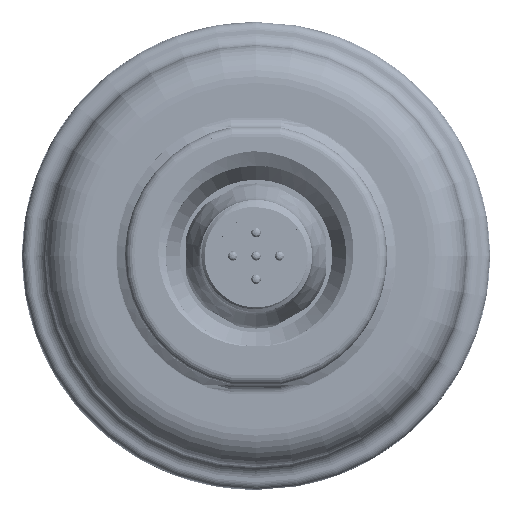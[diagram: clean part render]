
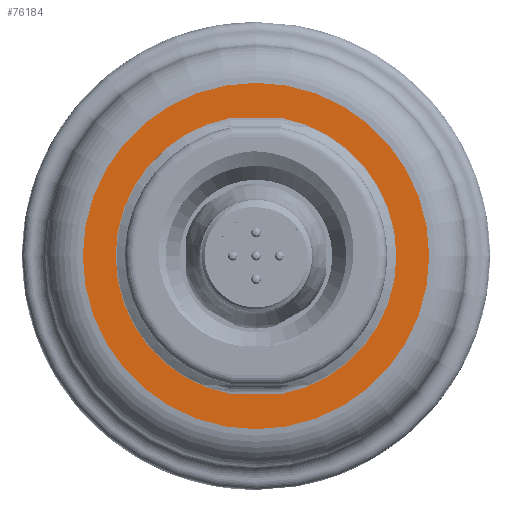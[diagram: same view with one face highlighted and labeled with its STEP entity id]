
A CAD part, front view. The second image highlights one B-rep face of the part: STEP entity #76184.
In plain terms, the highlighted planar face has unit normal (0, -1, 0).
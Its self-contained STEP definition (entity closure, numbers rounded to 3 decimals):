
#51957=CARTESIAN_POINT('',(0.,-3.,0.));
#51958=DIRECTION('',(0.,-1.,0.));
#51959=DIRECTION('',(-0.182,0.,0.983));
#51960=AXIS2_PLACEMENT_3D('',#51957,#51958,#51959);
#51962=DIRECTION('',(1.,0.,0.));
#51963=VECTOR('',#51962,5.454);
#51964=CARTESIAN_POINT('',(-2.727,-3.,-14.75));
#51965=LINE('',#51964,#51963);
#51966=CARTESIAN_POINT('',(0.,-3.,0.));
#51967=DIRECTION('',(0.,-1.,0.));
#51968=DIRECTION('',(0.182,0.,-0.983));
#51969=AXIS2_PLACEMENT_3D('',#51966,#51967,#51968);
#51971=DIRECTION('',(-1.,0.,0.));
#51972=VECTOR('',#51971,5.454);
#51973=CARTESIAN_POINT('',(2.727,-3.,14.75));
#51974=LINE('',#51973,#51972);
#51975=CARTESIAN_POINT('',(0.,-3.,0.));
#51976=DIRECTION('',(0.,-1.,0.));
#51977=DIRECTION('',(0.,0.,-1.));
#51978=AXIS2_PLACEMENT_3D('',#51975,#51976,#51977);
#51980=CARTESIAN_POINT('',(0.,-3.,0.));
#51981=DIRECTION('',(0.,-1.,0.));
#51982=DIRECTION('',(0.,0.,1.));
#51983=AXIS2_PLACEMENT_3D('',#51980,#51981,#51982);
#55157=CARTESIAN_POINT('',(-2.727,-3.,14.75));
#55158=CARTESIAN_POINT('',(-2.727,-3.,-14.75));
#55159=VERTEX_POINT('',#55157);
#55160=VERTEX_POINT('',#55158);
#55165=CARTESIAN_POINT('',(2.727,-3.,-14.75));
#55166=CARTESIAN_POINT('',(2.727,-3.,14.75));
#55167=VERTEX_POINT('',#55165);
#55168=VERTEX_POINT('',#55166);
#55525=CARTESIAN_POINT('',(0.,-3.,-18.5));
#55526=CARTESIAN_POINT('',(0.,-3.,18.5));
#55527=VERTEX_POINT('',#55525);
#55528=VERTEX_POINT('',#55526);
#76165=CARTESIAN_POINT('',(0.,-3.,0.));
#76166=DIRECTION('',(0.,-1.,0.));
#76167=DIRECTION('',(0.,0.,1.));
#76168=AXIS2_PLACEMENT_3D('',#76165,#76166,#76167);
#76169=PLANE('',#76168);
#76171=ORIENTED_EDGE('',*,*,#76170,.F.);
#76173=ORIENTED_EDGE('',*,*,#76172,.F.);
#76174=EDGE_LOOP('',(#76171,#76173));
#76175=FACE_OUTER_BOUND('',#76174,.F.);
#76177=ORIENTED_EDGE('',*,*,#76176,.T.);
#76178=ORIENTED_EDGE('',*,*,#76143,.T.);
#76179=ORIENTED_EDGE('',*,*,#76156,.T.);
#76181=ORIENTED_EDGE('',*,*,#76180,.T.);
#76182=EDGE_LOOP('',(#76177,#76178,#76179,#76181));
#76183=FACE_BOUND('',#76182,.F.);
#51961=CIRCLE('',#51960,15.);
#51970=CIRCLE('',#51969,15.);
#51979=CIRCLE('',#51978,18.5);
#51984=CIRCLE('',#51983,18.5);
#76143=EDGE_CURVE('',#55160,#55167,#51965,.T.);
#76156=EDGE_CURVE('',#55167,#55168,#51970,.T.);
#76170=EDGE_CURVE('',#55527,#55528,#51979,.T.);
#76172=EDGE_CURVE('',#55528,#55527,#51984,.T.);
#76176=EDGE_CURVE('',#55159,#55160,#51961,.T.);
#76180=EDGE_CURVE('',#55168,#55159,#51974,.T.);
#76184=ADVANCED_FACE('',(#76175,#76183),#76169,.T.);
